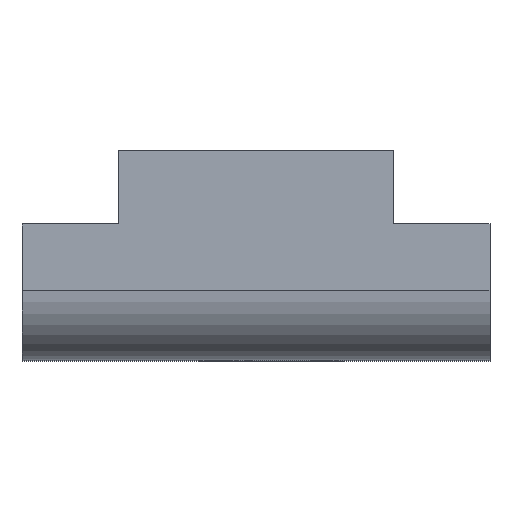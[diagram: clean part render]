
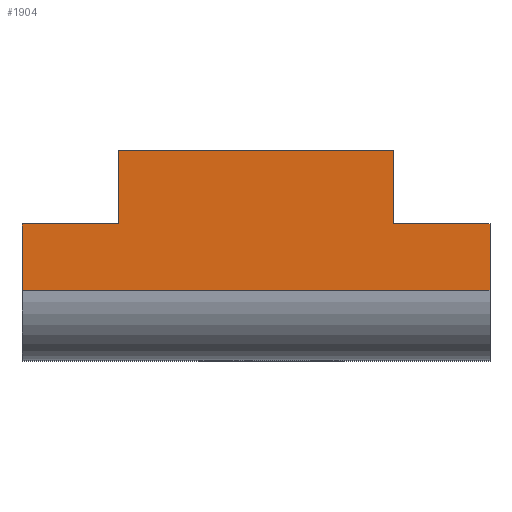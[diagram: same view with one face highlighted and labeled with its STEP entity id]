
A CAD part, top view. The second image highlights one B-rep face of the part: STEP entity #1904.
In plain terms, the highlighted planar face has unit normal (0, 0, 1).
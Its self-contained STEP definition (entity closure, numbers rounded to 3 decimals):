
#1904=ADVANCED_FACE('',(#3450),#3452,.F.);
#3450=FACE_BOUND('',#3451,.T.);
#3451=EDGE_LOOP('',(#4869,#4870,#4871,#4872,#4873,#4874,#4875,#4876));
#3452=PLANE('',#3453);
#3453=AXIS2_PLACEMENT_3D('',#3454,#3455,#3456);
#3454=CARTESIAN_POINT('',(6.7,-8.302,9.4));
#3455=DIRECTION('',(0.,0.,-1.));
#3456=DIRECTION('',(-1.,0.,0.));
#4869=ORIENTED_EDGE('',*,*,#5618,.T.);
#4870=ORIENTED_EDGE('',*,*,#5619,.T.);
#4871=ORIENTED_EDGE('',*,*,#5620,.F.);
#4872=ORIENTED_EDGE('',*,*,#5608,.T.);
#4873=ORIENTED_EDGE('',*,*,#5621,.F.);
#4874=ORIENTED_EDGE('',*,*,#5622,.T.);
#4875=ORIENTED_EDGE('',*,*,#5623,.T.);
#4876=ORIENTED_EDGE('',*,*,#5624,.F.);
#5608=EDGE_CURVE('',#6693,#6694,#6695,.T.);
#5618=EDGE_CURVE('',#6709,#6710,#6711,.T.);
#5619=EDGE_CURVE('',#6710,#6712,#6713,.T.);
#5620=EDGE_CURVE('',#6693,#6712,#6714,.T.);
#5621=EDGE_CURVE('',#6715,#6694,#6716,.T.);
#5622=EDGE_CURVE('',#6715,#6717,#6718,.T.);
#5623=EDGE_CURVE('',#6717,#6719,#6720,.T.);
#5624=EDGE_CURVE('',#6709,#6719,#6721,.T.);
#6693=VERTEX_POINT('',#9276);
#6694=VERTEX_POINT('',#9277);
#6695=LINE('',#9278,#9279);
#6709=VERTEX_POINT('',#9314);
#6710=VERTEX_POINT('',#9315);
#6711=LINE('',#9316,#9317);
#6712=VERTEX_POINT('',#9319);
#6713=LINE('',#9320,#9321);
#6714=LINE('',#9323,#9324);
#6715=VERTEX_POINT('',#9326);
#6716=LINE('',#9327,#9328);
#6717=VERTEX_POINT('',#9330);
#6718=LINE('',#9331,#9332);
#6719=VERTEX_POINT('',#9334);
#6720=LINE('',#9335,#9336);
#6721=LINE('',#9338,#9339);
#9276=CARTESIAN_POINT('',(0.,1.,9.4));
#9277=CARTESIAN_POINT('',(6.7,1.,9.4));
#9278=CARTESIAN_POINT('',(0.,1.,9.4));
#9279=VECTOR('',#9280,1.);
#9280=DIRECTION('',(1.,0.,0.));
#9314=CARTESIAN_POINT('',(1.38,3.,9.4));
#9315=CARTESIAN_POINT('',(1.38,1.95,9.4));
#9316=CARTESIAN_POINT('',(1.38,3.,9.4));
#9317=VECTOR('',#9318,1.);
#9318=DIRECTION('',(0.,-1.,0.));
#9319=CARTESIAN_POINT('',(0.,1.95,9.4));
#9320=CARTESIAN_POINT('',(1.38,1.95,9.4));
#9321=VECTOR('',#9322,1.);
#9322=DIRECTION('',(-1.,0.,0.));
#9323=CARTESIAN_POINT('',(0.,1.,9.4));
#9324=VECTOR('',#9325,1.);
#9325=DIRECTION('',(0.,1.,0.));
#9326=CARTESIAN_POINT('',(6.7,1.95,9.4));
#9327=CARTESIAN_POINT('',(6.7,1.95,9.4));
#9328=VECTOR('',#9329,1.);
#9329=DIRECTION('',(0.,-1.,0.));
#9330=CARTESIAN_POINT('',(5.32,1.95,9.4));
#9331=CARTESIAN_POINT('',(6.7,1.95,9.4));
#9332=VECTOR('',#9333,1.);
#9333=DIRECTION('',(-1.,0.,0.));
#9334=CARTESIAN_POINT('',(5.32,3.,9.4));
#9335=CARTESIAN_POINT('',(5.32,1.95,9.4));
#9336=VECTOR('',#9337,1.);
#9337=DIRECTION('',(0.,1.,0.));
#9338=CARTESIAN_POINT('',(1.38,3.,9.4));
#9339=VECTOR('',#9340,1.);
#9340=DIRECTION('',(1.,0.,0.));
